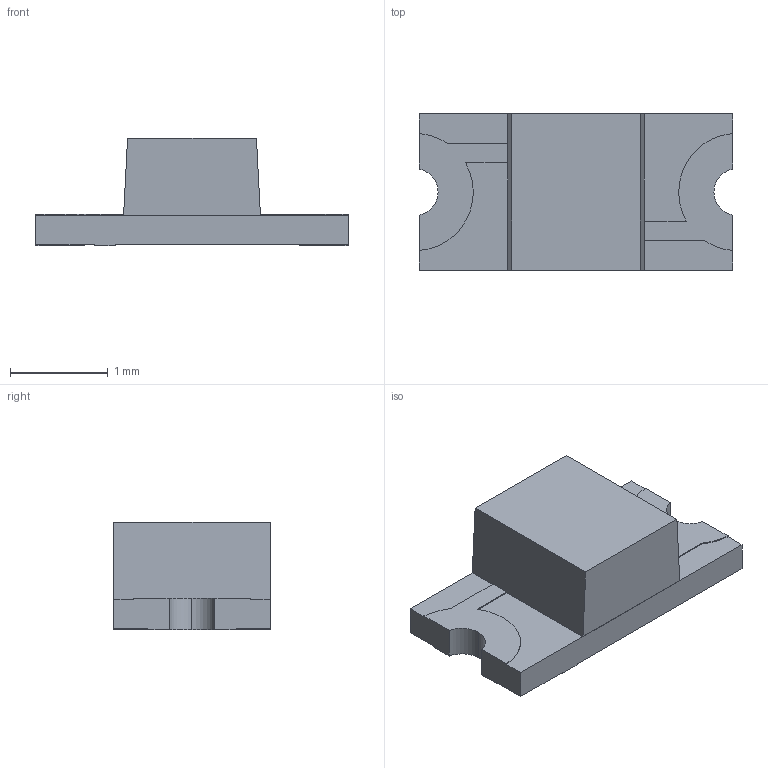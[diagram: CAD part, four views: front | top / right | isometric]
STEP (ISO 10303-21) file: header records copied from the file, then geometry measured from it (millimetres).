
FILE_DESCRIPTION(('HOOPS Exchange Step'),'2;1');
FILE_NAME('temp_export.step','2020-05-07T19:50:14+17:00',('mobile'),('Shapr3D Limited'),'HOOPS Exchange 2018.1','Shapr3D','Authorized');
FILE_SCHEMA( ('AP203_CONFIGURATION_CONTROLLED_3D_DESIGN_OF_MECHANICAL_PARTS_AND_ASSEMBLIES_MIM_LF') );
Length unit declared in the file: millimetre
Products named in the file (1): temp_export.x_b
Bounding box: 3.2 x 1.6 x 1.1 mm (x, y, z)
Volume: 3.2 mm3; surface area: 22.2 mm2
Topology: 2 solids, 2 shells, 51 faces, 141 edges, 94 vertices
Faces by surface type: plane 42, cylinder 9
Entity records: 1677 total; most frequent: CARTESIAN_POINT 287, ORIENTED_EDGE 282, DIRECTION 263, EDGE_CURVE 141, VECTOR 123, LINE 123, VERTEX_POINT 94, AXIS2_PLACEMENT_3D 70
